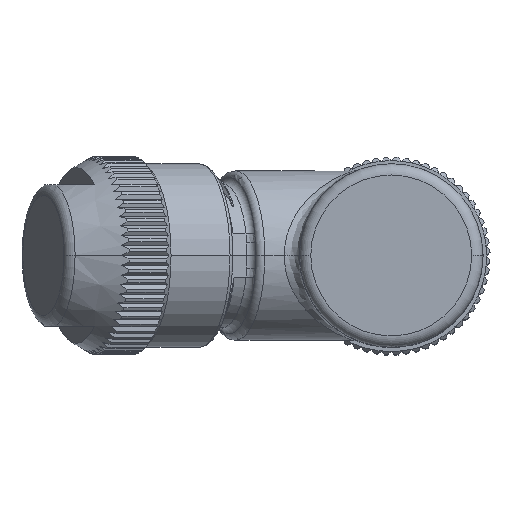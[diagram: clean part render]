
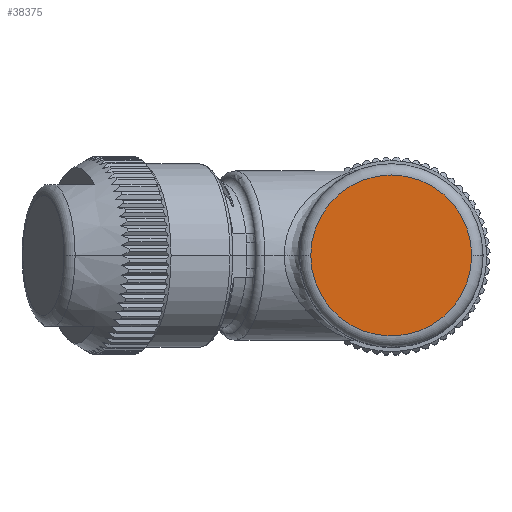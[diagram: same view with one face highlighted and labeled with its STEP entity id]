
A CAD part, top view. The second image highlights one B-rep face of the part: STEP entity #38375.
In plain terms, the highlighted planar face has unit normal (0, 0, 1).
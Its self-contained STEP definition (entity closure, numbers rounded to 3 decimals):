
#15442=CARTESIAN_POINT('',(0.,0.,47.7));
#15443=DIRECTION('',(0.,0.,-1.));
#15444=DIRECTION('',(1.,0.,0.));
#15445=AXIS2_PLACEMENT_3D('',#15442,#15443,#15444);
#15447=CARTESIAN_POINT('',(0.,0.,47.7));
#15448=DIRECTION('',(0.,0.,-1.));
#15449=DIRECTION('',(-1.,0.,0.));
#15450=AXIS2_PLACEMENT_3D('',#15447,#15448,#15449);
#17855=CARTESIAN_POINT('',(-5.7,0.,47.7));
#17856=VERTEX_POINT('',#17855);
#17857=CARTESIAN_POINT('',(5.7,0.,47.7));
#17858=VERTEX_POINT('',#17857);
#38366=CARTESIAN_POINT('',(0.,0.,47.7));
#38367=DIRECTION('',(0.,0.,1.));
#38368=DIRECTION('',(-1.,0.,0.));
#38369=AXIS2_PLACEMENT_3D('',#38366,#38367,#38368);
#38370=PLANE('',#38369);
#38371=ORIENTED_EDGE('',*,*,#31629,.T.);
#38372=ORIENTED_EDGE('',*,*,#31646,.T.);
#38373=EDGE_LOOP('',(#38371,#38372));
#38374=FACE_OUTER_BOUND('',#38373,.F.);
#38375=ADVANCED_FACE('',(#38374),#38370,.T.);
#15446=CIRCLE('',#15445,5.7);
#15451=CIRCLE('',#15450,5.7);
#31629=EDGE_CURVE('',#17858,#17856,#15446,.T.);
#31646=EDGE_CURVE('',#17856,#17858,#15451,.T.);
